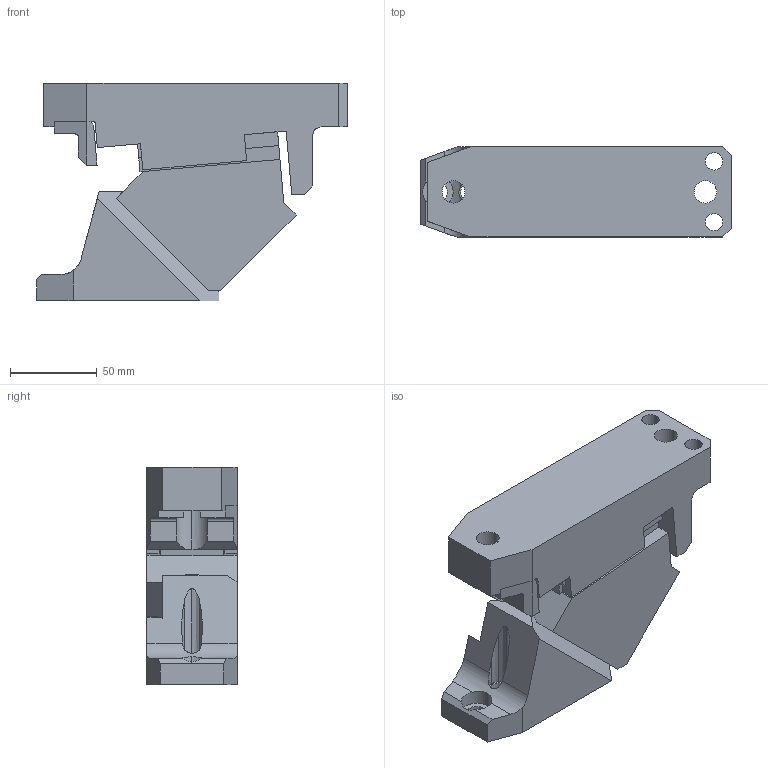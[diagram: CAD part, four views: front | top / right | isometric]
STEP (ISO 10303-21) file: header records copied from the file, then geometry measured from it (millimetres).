
FILE_DESCRIPTION(('CATIA V5 STEP Exchange'),'2;1');
FILE_NAME('CACS_52_45.stp','2015-04-21T07:11:12+00:00',('none'),('none'),'CATIA Version 5 Release 19 SP 2 (IN-10)','CATIA V5 STEP AP203','none');
FILE_SCHEMA(('CONFIG_CONTROL_DESIGN'));
Length unit declared in the file: millimetre
Products named in the file (1): CACS_52_45
Bounding box: 179 x 52 x 125 mm (x, y, z)
Volume: 687429.3 mm3; surface area: 105657.6 mm2
Topology: 3 solids, 3 shells, 173 faces, 501 edges, 336 vertices
Faces by surface type: plane 115, cylinder 39, bspline 19
Entity records: 6302 total; most frequent: CARTESIAN_POINT 1973, ORIENTED_EDGE 1002, DIRECTION 687, EDGE_CURVE 501, VERTEX_POINT 336, VECTOR 328, LINE 328, AXIS2_PLACEMENT_3D 212
